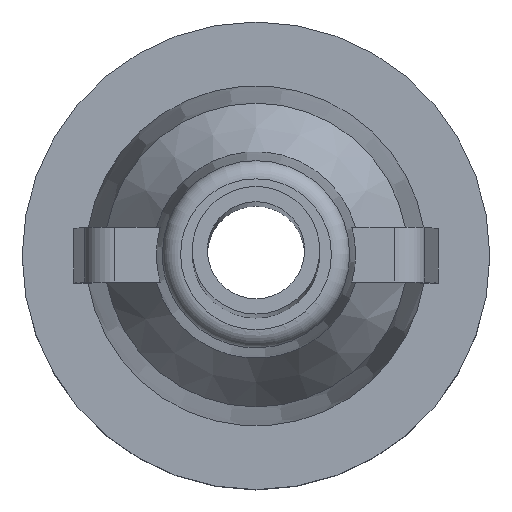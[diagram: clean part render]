
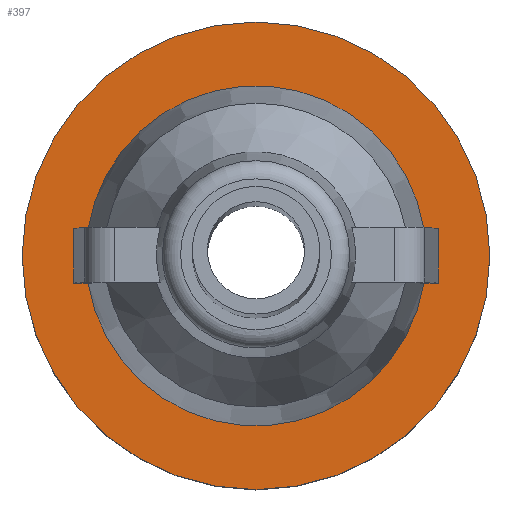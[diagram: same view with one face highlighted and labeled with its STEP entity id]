
A CAD part, top view. The second image highlights one B-rep face of the part: STEP entity #397.
In plain terms, the highlighted planar face has unit normal (0, 0, 1).
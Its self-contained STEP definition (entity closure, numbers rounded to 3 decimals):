
#13=LINE('',#671,#31);
#14=LINE('',#673,#32);
#15=LINE('',#675,#33);
#16=LINE('',#676,#34);
#17=LINE('',#678,#35);
#18=LINE('',#680,#36);
#31=VECTOR('',#516,1000.);
#32=VECTOR('',#517,1000.);
#33=VECTOR('',#518,1000.);
#34=VECTOR('',#519,1000.);
#35=VECTOR('',#520,1000.);
#36=VECTOR('',#521,1000.);
#49=PLANE('',#446);
#100=ORIENTED_EDGE('',*,*,#206,.F.);
#101=ORIENTED_EDGE('',*,*,#207,.T.);
#102=ORIENTED_EDGE('',*,*,#208,.F.);
#103=ORIENTED_EDGE('',*,*,#209,.F.);
#104=ORIENTED_EDGE('',*,*,#192,.F.);
#105=ORIENTED_EDGE('',*,*,#210,.T.);
#106=ORIENTED_EDGE('',*,*,#211,.T.);
#107=ORIENTED_EDGE('',*,*,#212,.F.);
#108=ORIENTED_EDGE('',*,*,#213,.T.);
#192=EDGE_CURVE('',#245,#247,#285,.T.);
#206=EDGE_CURVE('',#258,#259,#292,.T.);
#207=EDGE_CURVE('',#258,#260,#13,.T.);
#208=EDGE_CURVE('',#261,#260,#14,.T.);
#209=EDGE_CURVE('',#247,#261,#15,.T.);
#210=EDGE_CURVE('',#245,#262,#16,.T.);
#211=EDGE_CURVE('',#262,#263,#17,.T.);
#212=EDGE_CURVE('',#259,#263,#18,.T.);
#213=EDGE_CURVE('',#264,#264,#293,.T.);
#245=VERTEX_POINT('',#617);
#247=VERTEX_POINT('',#620);
#258=VERTEX_POINT('',#669);
#259=VERTEX_POINT('',#670);
#260=VERTEX_POINT('',#672);
#261=VERTEX_POINT('',#674);
#262=VERTEX_POINT('',#677);
#263=VERTEX_POINT('',#679);
#264=VERTEX_POINT('',#682);
#285=CIRCLE('',#437,2.8);
#292=CIRCLE('',#447,2.8);
#293=CIRCLE('',#448,3.85);
#313=EDGE_LOOP('',(#100,#101,#102,#103,#104,#105,#106,#107));
#314=EDGE_LOOP('',(#108));
#353=FACE_BOUND('',#313,.T.);
#354=FACE_BOUND('',#314,.T.);
#397=ADVANCED_FACE('',(#353,#354),#49,.F.);
#437=AXIS2_PLACEMENT_3D('',#619,#494,#495);
#446=AXIS2_PLACEMENT_3D('',#667,#512,#513);
#447=AXIS2_PLACEMENT_3D('',#668,#514,#515);
#448=AXIS2_PLACEMENT_3D('',#681,#522,#523);
#494=DIRECTION('',(0.,0.,1.));
#495=DIRECTION('',(1.,0.,0.));
#512=DIRECTION('',(0.,0.,-1.));
#513=DIRECTION('',(-1.,0.,0.));
#514=DIRECTION('',(0.,0.,1.));
#515=DIRECTION('',(1.,0.,0.));
#516=DIRECTION('',(1.,0.,0.));
#517=DIRECTION('',(0.,1.,0.));
#518=DIRECTION('',(1.,0.,0.));
#519=DIRECTION('',(-1.,0.,0.));
#520=DIRECTION('',(0.,1.,0.));
#521=DIRECTION('',(-1.,0.,0.));
#522=DIRECTION('',(0.,0.,1.));
#523=DIRECTION('',(1.,0.,0.));
#617=CARTESIAN_POINT('',(-2.764,-0.45,3.));
#619=CARTESIAN_POINT('',(0.,0.,3.));
#620=CARTESIAN_POINT('',(2.764,-0.45,3.));
#667=CARTESIAN_POINT('',(2.992,0.,3.));
#668=CARTESIAN_POINT('',(0.,0.,3.));
#669=CARTESIAN_POINT('',(2.764,0.45,3.));
#670=CARTESIAN_POINT('',(-2.764,0.45,3.));
#671=CARTESIAN_POINT('',(2.4,0.45,3.));
#672=CARTESIAN_POINT('',(3.,0.45,3.));
#673=CARTESIAN_POINT('',(3.,-0.45,3.));
#674=CARTESIAN_POINT('',(3.,-0.45,3.));
#675=CARTESIAN_POINT('',(2.4,-0.45,3.));
#676=CARTESIAN_POINT('',(-3.,-0.45,3.));
#677=CARTESIAN_POINT('',(-3.,-0.45,3.));
#678=CARTESIAN_POINT('',(-3.,-0.45,3.));
#679=CARTESIAN_POINT('',(-3.,0.45,3.));
#680=CARTESIAN_POINT('',(-3.,0.45,3.));
#681=CARTESIAN_POINT('',(0.,0.,3.));
#682=CARTESIAN_POINT('',(3.85,0.,3.));
